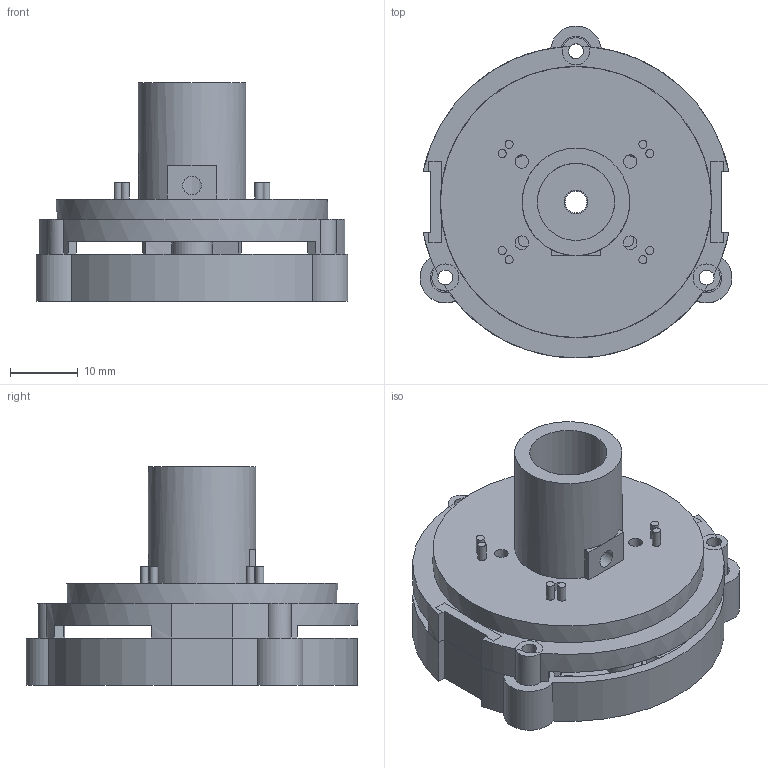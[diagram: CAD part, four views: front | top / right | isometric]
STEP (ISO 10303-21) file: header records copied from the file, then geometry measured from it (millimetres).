
FILE_DESCRIPTION(('FreeCAD Model'),'2;1');
FILE_NAME('Open CASCADE Shape Model','2024-10-15T11:14:12',(''),(''), 'Open CASCADE STEP processor 7.6','FreeCAD','Unknown');
FILE_SCHEMA(('AUTOMOTIVE_DESIGN { 1 0 10303 214 1 1 1 1 }'));
Length unit declared in the file: millimetre
Products named in the file (3): U87_CAPSULE_CARRIER_PLASTIC_REPLACEMENT; CAPSULE CARRIER BOTTOM PIECE; CAPSULE CARRIER TOP PIECE
Assembly tree (2 placements, depth 2):
  U87_CAPSULE_CARRIER_PLASTIC_REPLACEMENT
    CAPSULE CARRIER BOTTOM PIECE
    CAPSULE CARRIER TOP PIECE
Bounding box: 46.02 x 48.99 x 32.3 mm (x, y, z)
Volume: 10318.5 mm3; surface area: 13703.9 mm2
Topology: 2 solids, 2 shells, 453 faces, 1183 edges, 782 vertices
Faces by surface type: plane 219, cylinder 135, extrusion 83, cone 16
Full cylindrical faces by diameter (mm): 1.2 x8, 1.5 x6, 2 x4, 2.2 x14, 2.4 x7, 2.7 x1, 3.2 x1, 3.5 x1, 4 x14, 4.5 x3, 5 x3, 5.5 x1, 6 x2, 11.4 x1, 15.85 x1, 37 x1, 40 x1
Entity records: 30187 total; most frequent: CARTESIAN_POINT 7157, DIRECTION 4013, ORIENTED_EDGE 2366, PCURVE 2366, DEFINITIONAL_REPRESENTATION 2366, VECTOR 2213, LINE 2130, EDGE_CURVE 1183
